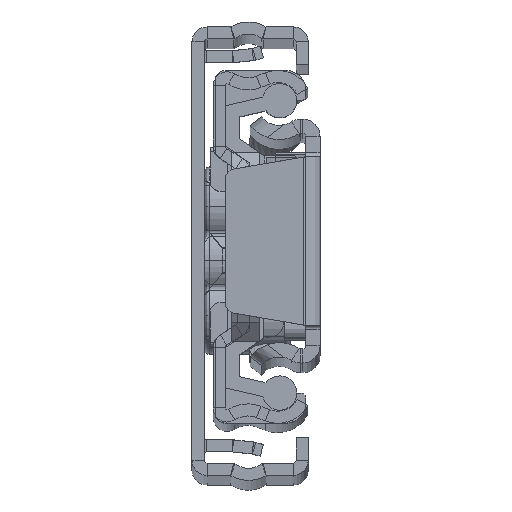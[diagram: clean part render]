
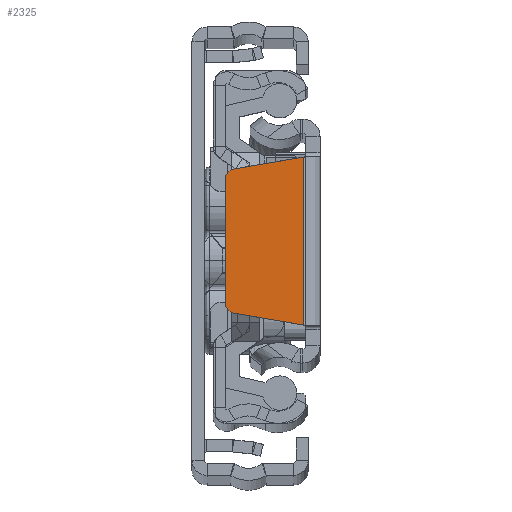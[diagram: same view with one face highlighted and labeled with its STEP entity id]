
A CAD part, top view. The second image highlights one B-rep face of the part: STEP entity #2325.
In plain terms, the highlighted planar face has unit normal (0, 0, 1).
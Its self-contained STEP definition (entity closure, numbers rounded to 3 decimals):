
#69 = FACE_OUTER_BOUND ( 'NONE', #19269, .T. ) ;
#133 = ORIENTED_EDGE ( 'NONE', *, *, #18864, .F. ) ;
#345 = LINE ( 'NONE', #7237, #9509 ) ;
#649 = CARTESIAN_POINT ( 'NONE',  ( -8.568, -7.142, 0. ) ) ;
#862 = VERTEX_POINT ( 'NONE', #14091 ) ;
#1150 = LINE ( 'NONE', #21397, #8819 ) ;
#1342 = EDGE_CURVE ( 'NONE', #4077, #862, #2388, .T. ) ;
#1674 = DIRECTION ( 'NONE',  ( -1., 0., 0. ) ) ;
#1797 = CARTESIAN_POINT ( 'NONE',  ( -1.6, -8.333, 0. ) ) ;
#1929 = CARTESIAN_POINT ( 'NONE',  ( -8.568, 7.142, 0. ) ) ;
#1949 = PLANE ( 'NONE',  #4011 ) ;
#2325 = ADVANCED_FACE ( 'NONE', ( #69 ), #1949, .F. ) ;
#2388 = LINE ( 'NONE', #17508, #21747 ) ;
#3595 = VERTEX_POINT ( 'NONE', #649 ) ;
#3750 = LINE ( 'NONE', #20452, #16566 ) ;
#4011 = AXIS2_PLACEMENT_3D ( 'NONE', #10194, #8726, #13742 ) ;
#4077 = VERTEX_POINT ( 'NONE', #9184 ) ;
#6118 = DIRECTION ( 'NONE',  ( -1., 0., 0. ) ) ;
#6149 = DIRECTION ( 'NONE',  ( -0.986, 0.168, 0. ) ) ;
#6219 = CARTESIAN_POINT ( 'NONE',  ( -1.6, 8.333, 0. ) ) ;
#6977 = CIRCLE ( 'NONE', #19398, 1. ) ;
#7118 = DIRECTION ( 'NONE',  ( 0.986, 0.168, 0. ) ) ;
#7237 = CARTESIAN_POINT ( 'NONE',  ( -1.5, 8.35, 0. ) ) ;
#7906 = DIRECTION ( 'NONE',  ( 0., 0., -1. ) ) ;
#8726 = DIRECTION ( 'NONE',  ( 0., 0., -1. ) ) ;
#8819 = VECTOR ( 'NONE', #6149, 1000. ) ;
#9184 = CARTESIAN_POINT ( 'NONE',  ( -9.4, -6.156, 0. ) ) ;
#9509 = VECTOR ( 'NONE', #7118, 1000. ) ;
#10194 = CARTESIAN_POINT ( 'NONE',  ( -8.4, 6.156, 0. ) ) ;
#10235 = DIRECTION ( 'NONE',  ( 0., 0., -1. ) ) ;
#10654 = ORIENTED_EDGE ( 'NONE', *, *, #19248, .F. ) ;
#11200 = EDGE_CURVE ( 'NONE', #14431, #15203, #345, .T. ) ;
#11534 = EDGE_CURVE ( 'NONE', #3595, #4077, #6977, .T. ) ;
#11666 = EDGE_CURVE ( 'NONE', #15203, #14847, #3750, .T. ) ;
#11691 = ORIENTED_EDGE ( 'NONE', *, *, #11666, .F. ) ;
#13563 = CARTESIAN_POINT ( 'NONE',  ( -8.4, -6.156, 0. ) ) ;
#13742 = DIRECTION ( 'NONE',  ( -1., 0., 0. ) ) ;
#14091 = CARTESIAN_POINT ( 'NONE',  ( -9.4, 6.156, 0. ) ) ;
#14431 = VERTEX_POINT ( 'NONE', #1929 ) ;
#14847 = VERTEX_POINT ( 'NONE', #1797 ) ;
#14889 = CIRCLE ( 'NONE', #21985, 1. ) ;
#15203 = VERTEX_POINT ( 'NONE', #6219 ) ;
#15444 = DIRECTION ( 'NONE',  ( 0., -1., 0. ) ) ;
#16030 = CARTESIAN_POINT ( 'NONE',  ( -8.4, 6.156, 0. ) ) ;
#16047 = ORIENTED_EDGE ( 'NONE', *, *, #11200, .F. ) ;
#16566 = VECTOR ( 'NONE', #15444, 1000. ) ;
#17329 = ORIENTED_EDGE ( 'NONE', *, *, #1342, .F. ) ;
#17401 = ORIENTED_EDGE ( 'NONE', *, *, #11534, .F. ) ;
#17508 = CARTESIAN_POINT ( 'NONE',  ( -9.4, 6.156, 0. ) ) ;
#18864 = EDGE_CURVE ( 'NONE', #14847, #3595, #1150, .T. ) ;
#19248 = EDGE_CURVE ( 'NONE', #862, #14431, #14889, .T. ) ;
#19269 = EDGE_LOOP ( 'NONE', ( #11691, #16047, #10654, #17329, #17401, #133 ) ) ;
#19393 = DIRECTION ( 'NONE',  ( 0., 1., 0. ) ) ;
#19398 = AXIS2_PLACEMENT_3D ( 'NONE', #13563, #10235, #1674 ) ;
#20452 = CARTESIAN_POINT ( 'NONE',  ( -1.6, -8.333, 0. ) ) ;
#21397 = CARTESIAN_POINT ( 'NONE',  ( -8.568, -7.142, 0. ) ) ;
#21747 = VECTOR ( 'NONE', #19393, 1000. ) ;
#21985 = AXIS2_PLACEMENT_3D ( 'NONE', #16030, #7906, #6118 ) ;
